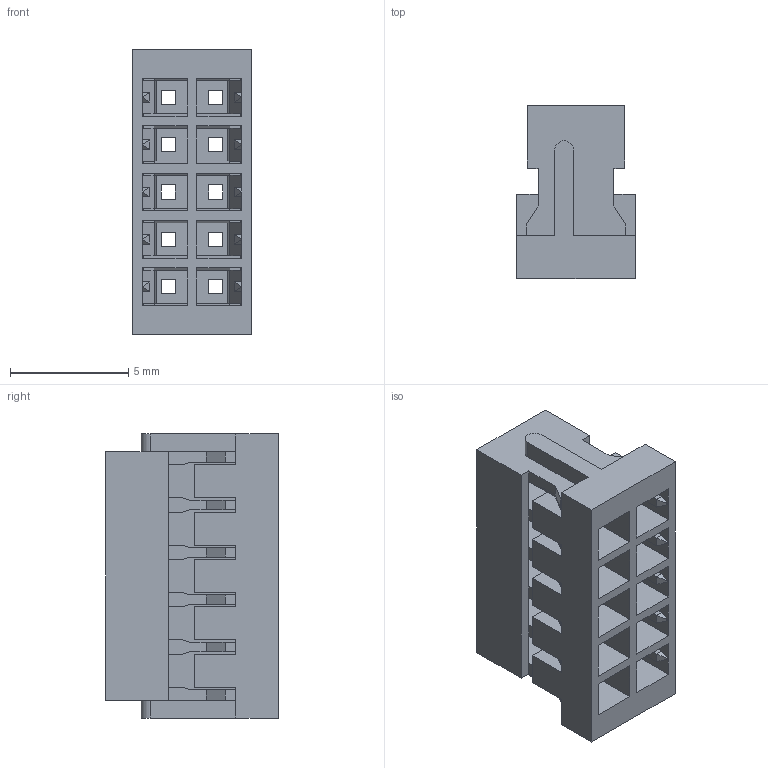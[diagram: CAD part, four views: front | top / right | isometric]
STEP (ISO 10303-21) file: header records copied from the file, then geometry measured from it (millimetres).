
FILE_DESCRIPTION(('OneSpaceDesigner STEP Export'),'2;1');
FILE_NAME('DF11-10DS-2C.stp','2007-03-22T13:57:30',(''),(''),'OneSpace Designer STEP processor (Jan. 2003) for AP214(CD)(Solid Model)','OneSpace Designer 12.00 10-Sep-2003 (C) CoCreate Software GmbH','');
FILE_SCHEMA(('AUTOMOTIVE_DESIGN_CC2 {1 2 10303 214 -1 1 5 1}'));
Length unit declared in the file: millimetre
Products named in the file (2): 10DS
Assembly tree (1 placements, depth 2):
  10DS
    10DS
Bounding box: 5 x 7.3 x 12 mm (x, y, z)
Volume: 184.2 mm3; surface area: 780.1 mm2
Topology: 1 solids, 1 shells, 326 faces, 912 edges, 578 vertices
Faces by surface type: plane 324, cylinder 2
Entity records: 10265 total; most frequent: ORIENTED_EDGE 1824, CARTESIAN_POINT 1818, DIRECTION 1572, EDGE_CURVE 912, VECTOR 908, LINE 908, VERTEX_POINT 578, EDGE_LOOP 356
